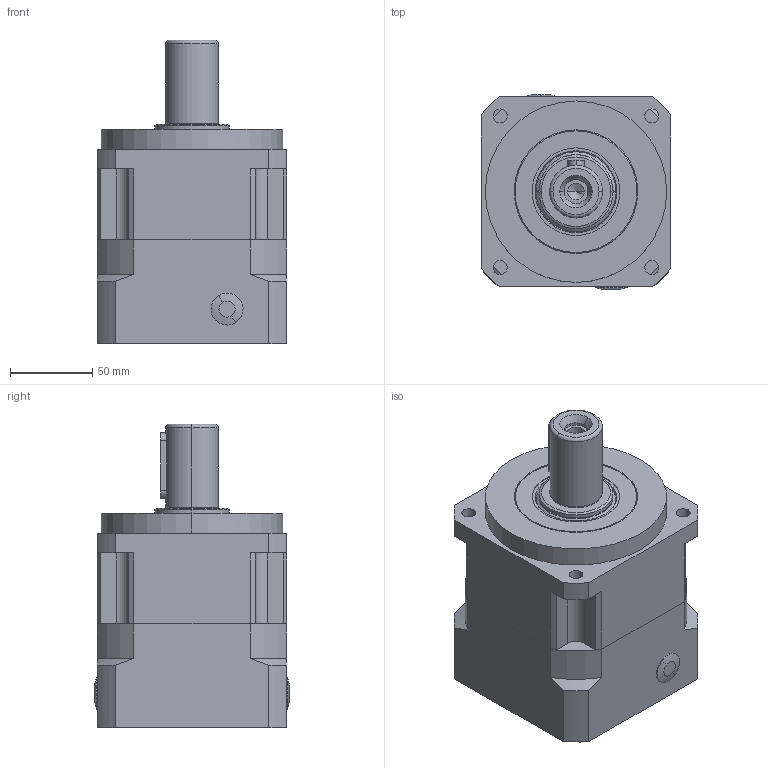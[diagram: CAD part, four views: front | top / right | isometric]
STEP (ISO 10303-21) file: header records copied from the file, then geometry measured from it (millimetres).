
FILE_DESCRIPTION (( 'STEP AP203' ), '1' );
FILE_NAME ('115单段外观(电机轴径19).STEP', '2018-01-03T03:55:38', ( 'Sky123.Org' ), ( 'Sky123.Org' ), 'SwSTEP 2.0', 'SolidWorks 2012', '' );
FILE_SCHEMA (( 'CONFIG_CONTROL_DESIGN' ));
Length unit declared in the file: millimetre
Products named in the file (1): 115单段外观(电机轴径19)
Bounding box: 115 x 118 x 184 mm (x, y, z)
Volume: 1431871.8 mm3; surface area: 173195.3 mm2
Topology: 18 solids, 18 shells, 418 faces, 983 edges, 608 vertices
Faces by surface type: plane 171, cylinder 151, cone 74, torus 20, bspline 2
Entity records: 14077 total; most frequent: CARTESIAN_POINT 4443, DIRECTION 2068, ORIENTED_EDGE 1926, EDGE_CURVE 963, AXIS2_PLACEMENT_3D 787, VERTEX_POINT 608, LINE 494, VECTOR 494
